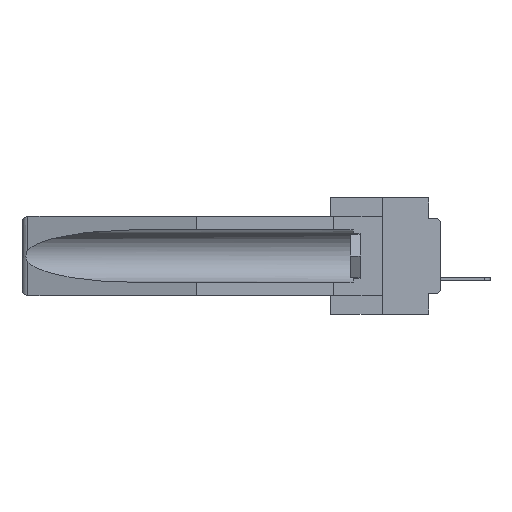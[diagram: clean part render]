
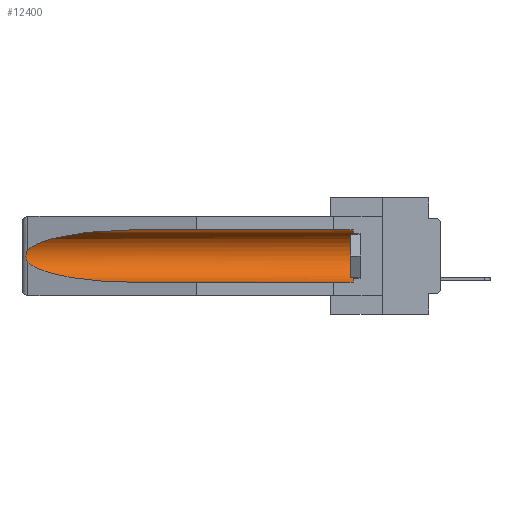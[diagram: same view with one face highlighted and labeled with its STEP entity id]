
A CAD part, left-side view. The second image highlights one B-rep face of the part: STEP entity #12400.
In plain terms, the highlighted cylindrical face has radius 2.857 mm (diameter 5.715 mm), a partial arc.
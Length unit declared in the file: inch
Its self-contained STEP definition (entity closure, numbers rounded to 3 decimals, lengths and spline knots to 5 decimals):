
#638 = CARTESIAN_POINT ( 'NONE',  ( 0.26537, 1.52718, -0.19328 ) ) ;
#848 = AXIS2_PLACEMENT_3D ( 'NONE', #27111, #6904, #14261 ) ;
#1543 = CARTESIAN_POINT ( 'NONE',  ( 0.155, 1.07973, -0.059 ) ) ;
#1707 = CARTESIAN_POINT ( 'NONE',  ( 0.155, 1.07973, -0.059 ) ) ;
#2353 = AXIS2_PLACEMENT_3D ( 'NONE', #30214, #8908, #16448 ) ;
#2494 = VECTOR ( 'NONE', #26068, 39.37008 ) ;
#2524 = CARTESIAN_POINT ( 'NONE',  ( 0.26537, 1.52718, -0.14972 ) ) ;
#2882 = EDGE_LOOP ( 'NONE', ( #16006, #6929, #10709, #13927, #31482, #26281 ) ) ;
#2954 = CIRCLE ( 'NONE', #848, 0.1125 ) ;
#4255 =( BOUNDED_CURVE ( )  B_SPLINE_CURVE ( 3, ( #1543, #9164, #7766, #20334 ),
 .UNSPECIFIED., .F., .F. ) 
 B_SPLINE_CURVE_WITH_KNOTS ( ( 4, 4 ),
 ( 4.71239, 6.08839 ),
 .UNSPECIFIED. ) 
 CURVE ( )  GEOMETRIC_REPRESENTATION_ITEM ( )  RATIONAL_B_SPLINE_CURVE ( ( 1., 0.848, 0.848, 1. ) ) 
 REPRESENTATION_ITEM ( '' )  );
#4960 = VERTEX_POINT ( 'NONE', #27002 ) ;
#5289 = CARTESIAN_POINT ( 'NONE',  ( 0.26537, 1.52718, -0.19328 ) ) ;
#5566 = CARTESIAN_POINT ( 'NONE',  ( 0.2673, 1.53269, -0.17917 ) ) ;
#6715 = LINE ( 'NONE', #12100, #23999 ) ;
#6904 = DIRECTION ( 'NONE',  ( 0., -1., 0. ) ) ;
#6929 = ORIENTED_EDGE ( 'NONE', *, *, #21648, .T. ) ;
#7400 = CARTESIAN_POINT ( 'NONE',  ( 0.26537, 1.52718, -0.14972 ) ) ;
#7714 = CARTESIAN_POINT ( 'NONE',  ( 0.2673, 1.5327, -0.16383 ) ) ;
#7766 = CARTESIAN_POINT ( 'NONE',  ( 0.25451, 1.48313, -0.09465 ) ) ;
#8399 = CARTESIAN_POINT ( 'NONE',  ( 0.155, 1.07973, -0.284 ) ) ;
#8495 = VERTEX_POINT ( 'NONE', #1707 ) ;
#8908 = DIRECTION ( 'NONE',  ( 0., 1., 0. ) ) ;
#9164 = CARTESIAN_POINT ( 'NONE',  ( 0.21114, 1.30732, -0.059 ) ) ;
#9217 = LINE ( 'NONE', #18280, #2494 ) ;
#10116 = CARTESIAN_POINT ( 'NONE',  ( 0.155, 1.07973, -0.284 ) ) ;
#10386 = CARTESIAN_POINT ( 'NONE',  ( 0.2675, 1.53308, -0.16763 ) ) ;
#10709 = ORIENTED_EDGE ( 'NONE', *, *, #16968, .T. ) ;
#10796 = VERTEX_POINT ( 'NONE', #21265 ) ;
#12100 = CARTESIAN_POINT ( 'NONE',  ( 0.155, -0.30754, -0.059 ) ) ;
#12400 = ADVANCED_FACE ( 'NONE', ( #31443 ), #24715, .F. ) ;
#12880 = CARTESIAN_POINT ( 'NONE',  ( 0.2675, 1.53308, -0.17534 ) ) ;
#13191 = CARTESIAN_POINT ( 'NONE',  ( 0.26597, 1.5296, -0.19026 ) ) ;
#13927 = ORIENTED_EDGE ( 'NONE', *, *, #20706, .F. ) ;
#14261 = DIRECTION ( 'NONE',  ( 0., 0., 1. ) ) ;
#15484 = EDGE_CURVE ( 'NONE', #8495, #30887, #4255, .T. ) ;
#15651 = VERTEX_POINT ( 'NONE', #21178 ) ;
#16006 = ORIENTED_EDGE ( 'NONE', *, *, #15484, .T. ) ;
#16448 = DIRECTION ( 'NONE',  ( 0., 0., 1. ) ) ;
#16787 = EDGE_CURVE ( 'NONE', #15651, #8495, #6715, .T. ) ;
#16968 = EDGE_CURVE ( 'NONE', #10796, #17745, #17561, .T. ) ;
#17555 = CARTESIAN_POINT ( 'NONE',  ( 0.21114, 1.30732, -0.284 ) ) ;
#17561 =( BOUNDED_CURVE ( )  B_SPLINE_CURVE ( 3, ( #5289, #20449, #17555, #10116 ),
 .UNSPECIFIED., .F., .F. ) 
 B_SPLINE_CURVE_WITH_KNOTS ( ( 4, 4 ),
 ( 0.1948, 1.5708 ),
 .UNSPECIFIED. ) 
 CURVE ( )  GEOMETRIC_REPRESENTATION_ITEM ( )  RATIONAL_B_SPLINE_CURVE ( ( 1., 0.848, 0.848, 1. ) ) 
 REPRESENTATION_ITEM ( '' )  );
#17745 = VERTEX_POINT ( 'NONE', #8399 ) ;
#18280 = CARTESIAN_POINT ( 'NONE',  ( 0.155, -0.30754, -0.284 ) ) ;
#19938 = DIRECTION ( 'NONE',  ( 0., 1., 0. ) ) ;
#20186 = CARTESIAN_POINT ( 'NONE',  ( 0.26654, 1.53092, -0.15636 ) ) ;
#20334 = CARTESIAN_POINT ( 'NONE',  ( 0.26537, 1.52718, -0.14972 ) ) ;
#20449 = CARTESIAN_POINT ( 'NONE',  ( 0.25451, 1.48313, -0.24835 ) ) ;
#20706 = EDGE_CURVE ( 'NONE', #4960, #17745, #9217, .T. ) ;
#21178 = CARTESIAN_POINT ( 'NONE',  ( 0.155, 0.126, -0.059 ) ) ;
#21265 = CARTESIAN_POINT ( 'NONE',  ( 0.26537, 1.52718, -0.19328 ) ) ;
#21648 = EDGE_CURVE ( 'NONE', #30887, #10796, #31081, .T. ) ;
#23999 = VECTOR ( 'NONE', #19938, 39.37008 ) ;
#24715 = CYLINDRICAL_SURFACE ( 'NONE', #2353, 0.1125 ) ;
#26068 = DIRECTION ( 'NONE',  ( 0., 1., 0. ) ) ;
#26281 = ORIENTED_EDGE ( 'NONE', *, *, #16787, .T. ) ;
#27002 = CARTESIAN_POINT ( 'NONE',  ( 0.155, 0.126, -0.284 ) ) ;
#27111 = CARTESIAN_POINT ( 'NONE',  ( 0.155, 0.126, -0.1715 ) ) ;
#28035 = CARTESIAN_POINT ( 'NONE',  ( 0.26655, 1.53094, -0.18657 ) ) ;
#30214 = CARTESIAN_POINT ( 'NONE',  ( 0.155, -0.30754, -0.1715 ) ) ;
#30887 = VERTEX_POINT ( 'NONE', #2524 ) ;
#31081 = B_SPLINE_CURVE_WITH_KNOTS ( 'NONE', 3,
 ( #7400, #32543, #20186, #7714, #10386, #12880, #5566, #28035, #13191, #638 ),
 .UNSPECIFIED., .F., .F.,
 ( 4, 2, 2, 2, 4 ),
 ( 0., 0.00029, 0.00058, 0.00087, 0.00117 ),
 .UNSPECIFIED. ) ;
#31443 = FACE_OUTER_BOUND ( 'NONE', #2882, .T. ) ;
#31482 = ORIENTED_EDGE ( 'NONE', *, *, #31619, .T. ) ;
#31619 = EDGE_CURVE ( 'NONE', #4960, #15651, #2954, .T. ) ;
#32543 = CARTESIAN_POINT ( 'NONE',  ( 0.26597, 1.52961, -0.15275 ) ) ;
